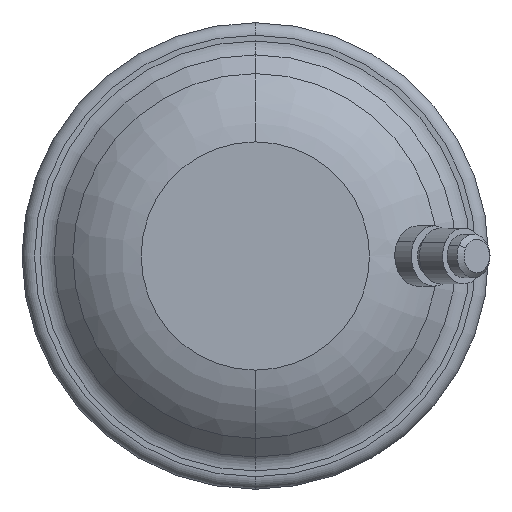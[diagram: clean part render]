
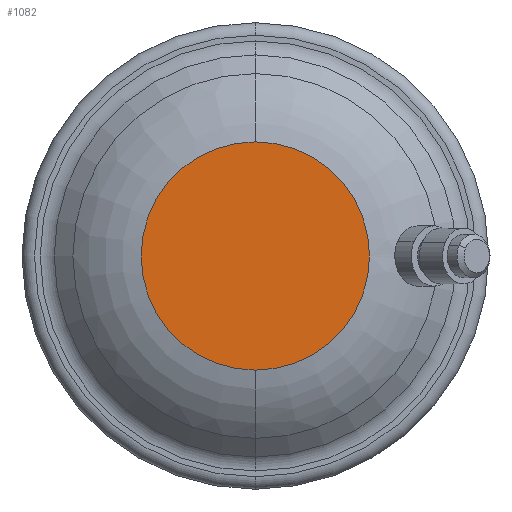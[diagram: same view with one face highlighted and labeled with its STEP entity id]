
A CAD part, left-side view. The second image highlights one B-rep face of the part: STEP entity #1082.
In plain terms, the highlighted planar face has unit normal (-1, 0, 0).
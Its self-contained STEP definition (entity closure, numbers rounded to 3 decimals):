
#10 = ORIENTED_EDGE ( 'NONE', *, *, #1347, .T. ) ;
#299 = DIRECTION ( 'NONE',  ( 1., 0., 0. ) ) ;
#313 = CARTESIAN_POINT ( 'NONE',  ( -154., 22.732, 0. ) ) ;
#414 = DIRECTION ( 'NONE',  ( 0., -1., 0. ) ) ;
#419 = DIRECTION ( 'NONE',  ( -1., 0., 0. ) ) ;
#445 = CARTESIAN_POINT ( 'NONE',  ( -154., 0., 0. ) ) ;
#584 = CARTESIAN_POINT ( 'NONE',  ( -154., 22.732, 0. ) ) ;
#667 = VERTEX_POINT ( 'NONE', #1564 ) ;
#674 = VERTEX_POINT ( 'NONE', #584 ) ;
#803 = CIRCLE ( 'NONE', #1045, 22.732 ) ;
#1045 = AXIS2_PLACEMENT_3D ( 'NONE', #2139, #1565, #414 ) ;
#1082 = ADVANCED_FACE ( 'NONE', ( #1627 ), #1441, .F. ) ;
#1124 = ORIENTED_EDGE ( 'NONE', *, *, #1688, .T. ) ;
#1170 = AXIS2_PLACEMENT_3D ( 'NONE', #313, #299, #1823 ) ;
#1228 = AXIS2_PLACEMENT_3D ( 'NONE', #445, #419, #1390 ) ;
#1347 = EDGE_CURVE ( 'NONE', #674, #667, #1918, .T. ) ;
#1390 = DIRECTION ( 'NONE',  ( 0., -1., 0. ) ) ;
#1441 = PLANE ( 'NONE',  #1170 ) ;
#1564 = CARTESIAN_POINT ( 'NONE',  ( -154., -22.732, 0. ) ) ;
#1565 = DIRECTION ( 'NONE',  ( -1., 0., 0. ) ) ;
#1612 = EDGE_LOOP ( 'NONE', ( #1124, #10 ) ) ;
#1627 = FACE_OUTER_BOUND ( 'NONE', #1612, .T. ) ;
#1688 = EDGE_CURVE ( 'NONE', #667, #674, #803, .T. ) ;
#1823 = DIRECTION ( 'NONE',  ( 0., 1., 0. ) ) ;
#1918 = CIRCLE ( 'NONE', #1228, 22.732 ) ;
#2139 = CARTESIAN_POINT ( 'NONE',  ( -154., 0., 0. ) ) ;
